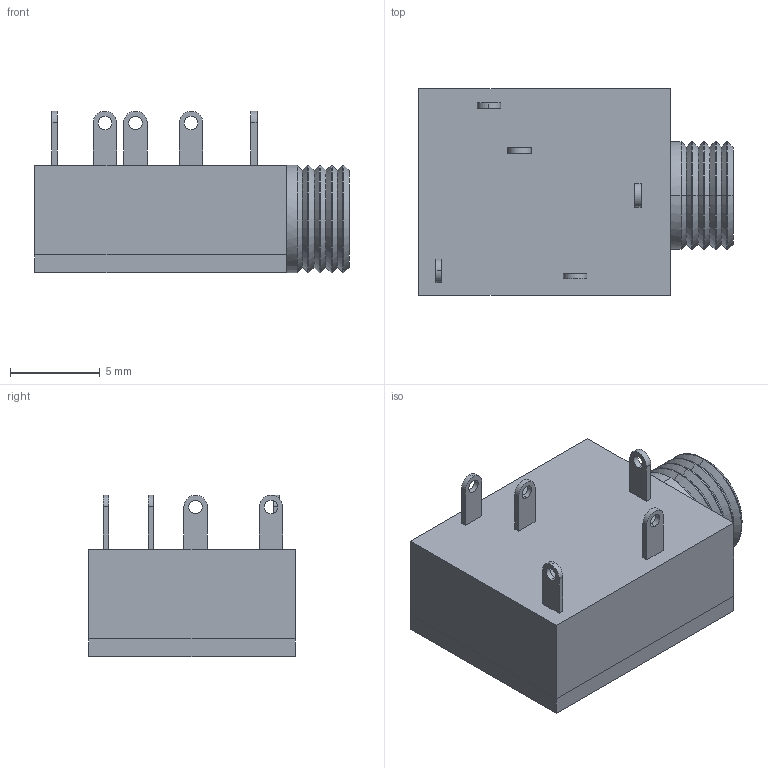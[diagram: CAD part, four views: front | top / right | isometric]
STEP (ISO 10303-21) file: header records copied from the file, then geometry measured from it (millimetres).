
FILE_DESCRIPTION (( 'STEP AP214' ), '1' );
FILE_NAME ('CUI_DEVICES_SJ1-3515.step', '2020-10-26T12:21:48', ( '' ), ( '' ), 'SwSTEP 2.0', 'SolidWorks 2020', '' );
FILE_SCHEMA (( 'AUTOMOTIVE_DESIGN' ));
Length unit declared in the file: inch
Products named in the file (1): CUI_DEVICES_SJ1-3515
Bounding box: 17.5 x 11.5 x 9 mm (x, y, z)
Volume: 1027 mm3; surface area: 1118.7 mm2
Topology: 2 solids, 2 shells, 83 faces, 189 edges, 116 vertices
Faces by surface type: plane 36, cylinder 29, cone 18
Entity records: 3424 total; most frequent: DIRECTION 427, CARTESIAN_POINT 389, ORIENTED_EDGE 378, EDGE_CURVE 189, AXIS2_PLACEMENT_3D 154, VECTOR 119, LINE 119, VERTEX_POINT 116
